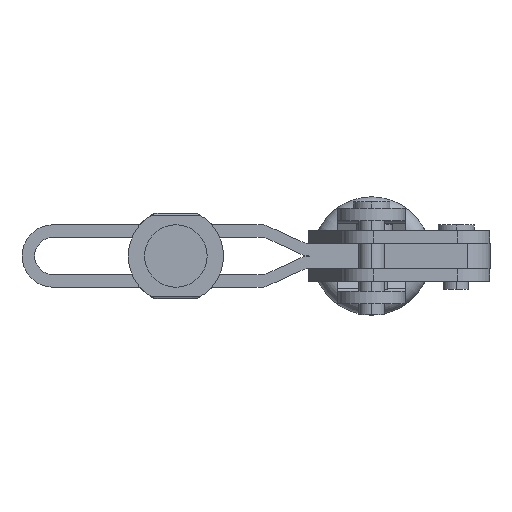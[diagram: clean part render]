
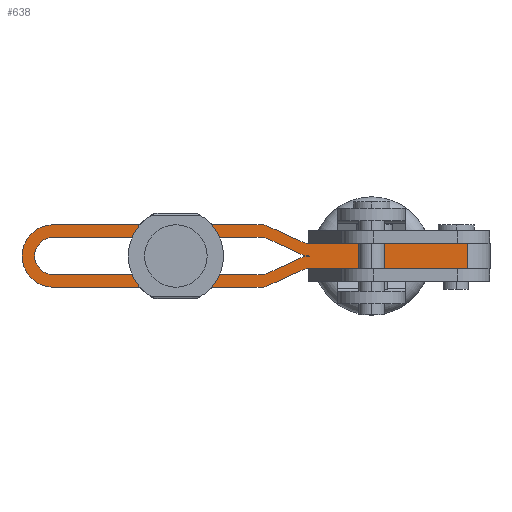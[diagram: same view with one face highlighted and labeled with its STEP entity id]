
A CAD part, front view. The second image highlights one B-rep face of the part: STEP entity #638.
In plain terms, the highlighted planar face has unit normal (0, -1, 0).
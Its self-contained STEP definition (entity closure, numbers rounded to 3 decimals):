
#638 = ADVANCED_FACE( '', ( #1231, #1232 ), #1233, .F. );
#1231 = FACE_OUTER_BOUND( '', #1923, .T. );
#1232 = FACE_BOUND( '', #1924, .T. );
#1233 = PLANE( '', #1925 );
#1923 = EDGE_LOOP( '', ( #4005, #4006, #4007, #4008, #4009, #4010, #4011, #4012, #4013, #4014, #4015, #4016 ) );
#1924 = EDGE_LOOP( '', ( #4017, #4018, #4019, #4020, #4021, #4022, #4023, #4024, #4025 ) );
#1925 = AXIS2_PLACEMENT_3D( '', #4026, #4027, #4028 );
#4005 = ORIENTED_EDGE( '', *, *, #5292, .T. );
#4006 = ORIENTED_EDGE( '', *, *, #5332, .F. );
#4007 = ORIENTED_EDGE( '', *, *, #5304, .F. );
#4008 = ORIENTED_EDGE( '', *, *, #5309, .F. );
#4009 = ORIENTED_EDGE( '', *, *, #5311, .F. );
#4010 = ORIENTED_EDGE( '', *, *, #5313, .F. );
#4011 = ORIENTED_EDGE( '', *, *, #5315, .F. );
#4012 = ORIENTED_EDGE( '', *, *, #5326, .F. );
#4013 = ORIENTED_EDGE( '', *, *, #5328, .F. );
#4014 = ORIENTED_EDGE( '', *, *, #5330, .F. );
#4015 = ORIENTED_EDGE( '', *, *, #5331, .F. );
#4016 = ORIENTED_EDGE( '', *, *, #5306, .F. );
#4017 = ORIENTED_EDGE( '', *, *, #5302, .T. );
#4018 = ORIENTED_EDGE( '', *, *, #5317, .T. );
#4019 = ORIENTED_EDGE( '', *, *, #5319, .T. );
#4020 = ORIENTED_EDGE( '', *, *, #5321, .T. );
#4021 = ORIENTED_EDGE( '', *, *, #5323, .T. );
#4022 = ORIENTED_EDGE( '', *, *, #5324, .T. );
#4023 = ORIENTED_EDGE( '', *, *, #5295, .T. );
#4024 = ORIENTED_EDGE( '', *, *, #5298, .T. );
#4025 = ORIENTED_EDGE( '', *, *, #5300, .T. );
#4026 = CARTESIAN_POINT( '', ( -83.6, 39.7, 0. ) );
#4027 = DIRECTION( '', ( 0., 1., 0. ) );
#4028 = DIRECTION( '', ( 0., 0., 1. ) );
#5292 = EDGE_CURVE( '', #6505, #6503, #6506, .T. );
#5295 = EDGE_CURVE( '', #6510, #6508, #6511, .T. );
#5298 = EDGE_CURVE( '', #6508, #6513, #6515, .T. );
#5300 = EDGE_CURVE( '', #6513, #6516, #6518, .T. );
#5302 = EDGE_CURVE( '', #6516, #6519, #6521, .T. );
#5304 = EDGE_CURVE( '', #6522, #6524, #6525, .T. );
#5306 = EDGE_CURVE( '', #6505, #6527, #6528, .T. );
#5309 = EDGE_CURVE( '', #6530, #6522, #6532, .T. );
#5311 = EDGE_CURVE( '', #6533, #6530, #6535, .T. );
#5313 = EDGE_CURVE( '', #6536, #6533, #6538, .T. );
#5315 = EDGE_CURVE( '', #6539, #6536, #6541, .T. );
#5317 = EDGE_CURVE( '', #6519, #6542, #6544, .T. );
#5319 = EDGE_CURVE( '', #6542, #6545, #6547, .T. );
#5321 = EDGE_CURVE( '', #6545, #6548, #6550, .T. );
#5323 = EDGE_CURVE( '', #6548, #6551, #6553, .T. );
#5324 = EDGE_CURVE( '', #6551, #6510, #6554, .T. );
#5326 = EDGE_CURVE( '', #6555, #6539, #6557, .T. );
#5328 = EDGE_CURVE( '', #6558, #6555, #6560, .T. );
#5330 = EDGE_CURVE( '', #6561, #6558, #6563, .T. );
#5331 = EDGE_CURVE( '', #6527, #6561, #6564, .T. );
#5332 = EDGE_CURVE( '', #6524, #6503, #6565, .T. );
#6503 = VERTEX_POINT( '', #8159 );
#6505 = VERTEX_POINT( '', #8161 );
#6506 = LINE( '', #8162, #8163 );
#6508 = VERTEX_POINT( '', #8165 );
#6510 = VERTEX_POINT( '', #8168 );
#6511 = CIRCLE( '', #8169, 5. );
#6513 = VERTEX_POINT( '', #8172 );
#6515 = LINE( '', #8175, #8176 );
#6516 = VERTEX_POINT( '', #8177 );
#6518 = CIRCLE( '', #8180, 5. );
#6519 = VERTEX_POINT( '', #8181 );
#6521 = LINE( '', #8184, #8185 );
#6522 = VERTEX_POINT( '', #8186 );
#6524 = VERTEX_POINT( '', #8189 );
#6525 = CIRCLE( '', #8190, 5. );
#6527 = VERTEX_POINT( '', #8193 );
#6528 = LINE( '', #8194, #8195 );
#6530 = VERTEX_POINT( '', #8198 );
#6532 = LINE( '', #8201, #8202 );
#6533 = VERTEX_POINT( '', #8203 );
#6535 = CIRCLE( '', #8206, 5. );
#6536 = VERTEX_POINT( '', #8207 );
#6538 = LINE( '', #8210, #8211 );
#6539 = VERTEX_POINT( '', #8212 );
#6541 = CIRCLE( '', #8215, 7.4 );
#6542 = VERTEX_POINT( '', #8216 );
#6544 = CIRCLE( '', #8219, 4.4 );
#6545 = VERTEX_POINT( '', #8220 );
#6547 = LINE( '', #8223, #8224 );
#6548 = VERTEX_POINT( '', #8225 );
#6550 = CIRCLE( '', #8228, 5. );
#6551 = VERTEX_POINT( '', #8229 );
#6553 = LINE( '', #8232, #8233 );
#6554 = CIRCLE( '', #8234, 5. );
#6555 = VERTEX_POINT( '', #8235 );
#6557 = LINE( '', #8238, #8239 );
#6558 = VERTEX_POINT( '', #8240 );
#6560 = CIRCLE( '', #8243, 5. );
#6561 = VERTEX_POINT( '', #8244 );
#6563 = LINE( '', #8247, #8248 );
#6564 = CIRCLE( '', #8249, 5. );
#6565 = LINE( '', #8250, #8251 );
#8159 = CARTESIAN_POINT( '', ( 21.884, 39.7, 3. ) );
#8161 = CARTESIAN_POINT( '', ( 21.884, 39.7, -3. ) );
#8162 = CARTESIAN_POINT( '', ( 21.884, 39.7, 0. ) );
#8163 = VECTOR( '', #10468, 1. );
#8165 = CARTESIAN_POINT( '', ( -17.7, 39.7, -0.463 ) );
#8168 = CARTESIAN_POINT( '', ( -15.598, 39.7, 0. ) );
#8169 = AXIS2_PLACEMENT_3D( '', #10473, #10474, #10475 );
#8172 = CARTESIAN_POINT( '', ( -25.2, 39.7, -3.937 ) );
#8175 = CARTESIAN_POINT( '', ( -17.7, 39.7, -0.463 ) );
#8176 = VECTOR( '', #10478, 1. );
#8177 = CARTESIAN_POINT( '', ( -27.302, 39.7, -4.4 ) );
#8180 = AXIS2_PLACEMENT_3D( '', #10480, #10481, #10482 );
#8181 = CARTESIAN_POINT( '', ( -76.2, 39.7, -4.4 ) );
#8184 = CARTESIAN_POINT( '', ( -27.302, 39.7, -4.4 ) );
#8185 = VECTOR( '', #10484, 1. );
#8186 = CARTESIAN_POINT( '', ( -17.7, 39.7, 3.463 ) );
#8189 = CARTESIAN_POINT( '', ( -15.598, 39.7, 3. ) );
#8190 = AXIS2_PLACEMENT_3D( '', #10486, #10487, #10488 );
#8193 = CARTESIAN_POINT( '', ( -15.598, 39.7, -3. ) );
#8194 = CARTESIAN_POINT( '', ( 27.4, 39.7, -3. ) );
#8195 = VECTOR( '', #10490, 1. );
#8198 = CARTESIAN_POINT( '', ( -25.2, 39.7, 6.937 ) );
#8201 = CARTESIAN_POINT( '', ( -25.2, 39.7, 6.937 ) );
#8202 = VECTOR( '', #10493, 1. );
#8203 = CARTESIAN_POINT( '', ( -27.302, 39.7, 7.4 ) );
#8206 = AXIS2_PLACEMENT_3D( '', #10495, #10496, #10497 );
#8207 = CARTESIAN_POINT( '', ( -76.2, 39.7, 7.4 ) );
#8210 = CARTESIAN_POINT( '', ( -76.2, 39.7, 7.4 ) );
#8211 = VECTOR( '', #10499, 1. );
#8212 = CARTESIAN_POINT( '', ( -76.2, 39.7, -7.4 ) );
#8215 = AXIS2_PLACEMENT_3D( '', #10501, #10502, #10503 );
#8216 = CARTESIAN_POINT( '', ( -76.2, 39.7, 4.4 ) );
#8219 = AXIS2_PLACEMENT_3D( '', #10505, #10506, #10507 );
#8220 = CARTESIAN_POINT( '', ( -27.302, 39.7, 4.4 ) );
#8223 = CARTESIAN_POINT( '', ( -76.2, 39.7, 4.4 ) );
#8224 = VECTOR( '', #10509, 1. );
#8225 = CARTESIAN_POINT( '', ( -25.2, 39.7, 3.937 ) );
#8228 = AXIS2_PLACEMENT_3D( '', #10511, #10512, #10513 );
#8229 = CARTESIAN_POINT( '', ( -17.7, 39.7, 0.463 ) );
#8232 = CARTESIAN_POINT( '', ( -25.2, 39.7, 3.937 ) );
#8233 = VECTOR( '', #10515, 1. );
#8234 = AXIS2_PLACEMENT_3D( '', #10516, #10517, #10518 );
#8235 = CARTESIAN_POINT( '', ( -27.302, 39.7, -7.4 ) );
#8238 = CARTESIAN_POINT( '', ( -27.302, 39.7, -7.4 ) );
#8239 = VECTOR( '', #10520, 1. );
#8240 = CARTESIAN_POINT( '', ( -25.2, 39.7, -6.937 ) );
#8243 = AXIS2_PLACEMENT_3D( '', #10522, #10523, #10524 );
#8244 = CARTESIAN_POINT( '', ( -17.7, 39.7, -3.463 ) );
#8247 = CARTESIAN_POINT( '', ( -17.7, 39.7, -3.463 ) );
#8248 = VECTOR( '', #10526, 1. );
#8249 = AXIS2_PLACEMENT_3D( '', #10527, #10528, #10529 );
#8250 = CARTESIAN_POINT( '', ( -15.598, 39.7, 3. ) );
#8251 = VECTOR( '', #10530, 1. );
#10468 = DIRECTION( '', ( 0., 0., 1. ) );
#10473 = CARTESIAN_POINT( '', ( -15.598, 39.7, -5. ) );
#10474 = DIRECTION( '', ( 0., -1., 0. ) );
#10475 = DIRECTION( '', ( 0., 0., 1. ) );
#10478 = DIRECTION( '', ( -0.907, 0., -0.42 ) );
#10480 = CARTESIAN_POINT( '', ( -27.302, 39.7, 0.6 ) );
#10481 = DIRECTION( '', ( 0., 1., 0. ) );
#10482 = DIRECTION( '', ( 0.42, 0., -0.907 ) );
#10484 = DIRECTION( '', ( -1., 0., 0. ) );
#10486 = CARTESIAN_POINT( '', ( -15.598, 39.7, 8. ) );
#10487 = DIRECTION( '', ( 0., -1., 0. ) );
#10488 = DIRECTION( '', ( -0.42, 0., -0.907 ) );
#10490 = DIRECTION( '', ( -1., 0., 0. ) );
#10493 = DIRECTION( '', ( 0.907, 0., -0.42 ) );
#10495 = CARTESIAN_POINT( '', ( -27.302, 39.7, 2.4 ) );
#10496 = DIRECTION( '', ( 0., 1., 0. ) );
#10497 = DIRECTION( '', ( 0., 0., 1. ) );
#10499 = DIRECTION( '', ( 1., 0., 0. ) );
#10501 = CARTESIAN_POINT( '', ( -76.2, 39.7, 0. ) );
#10502 = DIRECTION( '', ( 0., 1., 0. ) );
#10503 = DIRECTION( '', ( 0., 0., -1. ) );
#10505 = CARTESIAN_POINT( '', ( -76.2, 39.7, 0. ) );
#10506 = DIRECTION( '', ( 0., 1., 0. ) );
#10507 = DIRECTION( '', ( 0., 0., -1. ) );
#10509 = DIRECTION( '', ( 1., 0., 0. ) );
#10511 = CARTESIAN_POINT( '', ( -27.302, 39.7, -0.6 ) );
#10512 = DIRECTION( '', ( 0., 1., 0. ) );
#10513 = DIRECTION( '', ( 0., 0., 1. ) );
#10515 = DIRECTION( '', ( 0.907, 0., -0.42 ) );
#10516 = CARTESIAN_POINT( '', ( -15.598, 39.7, 5. ) );
#10517 = DIRECTION( '', ( 0., -1., 0. ) );
#10518 = DIRECTION( '', ( -0.42, 0., -0.907 ) );
#10520 = DIRECTION( '', ( -1., 0., 0. ) );
#10522 = CARTESIAN_POINT( '', ( -27.302, 39.7, -2.4 ) );
#10523 = DIRECTION( '', ( 0., 1., 0. ) );
#10524 = DIRECTION( '', ( 0.42, 0., -0.907 ) );
#10526 = DIRECTION( '', ( -0.907, 0., -0.42 ) );
#10527 = CARTESIAN_POINT( '', ( -15.598, 39.7, -8. ) );
#10528 = DIRECTION( '', ( 0., -1., 0. ) );
#10529 = DIRECTION( '', ( 0., 0., 1. ) );
#10530 = DIRECTION( '', ( 1., 0., 0. ) );
